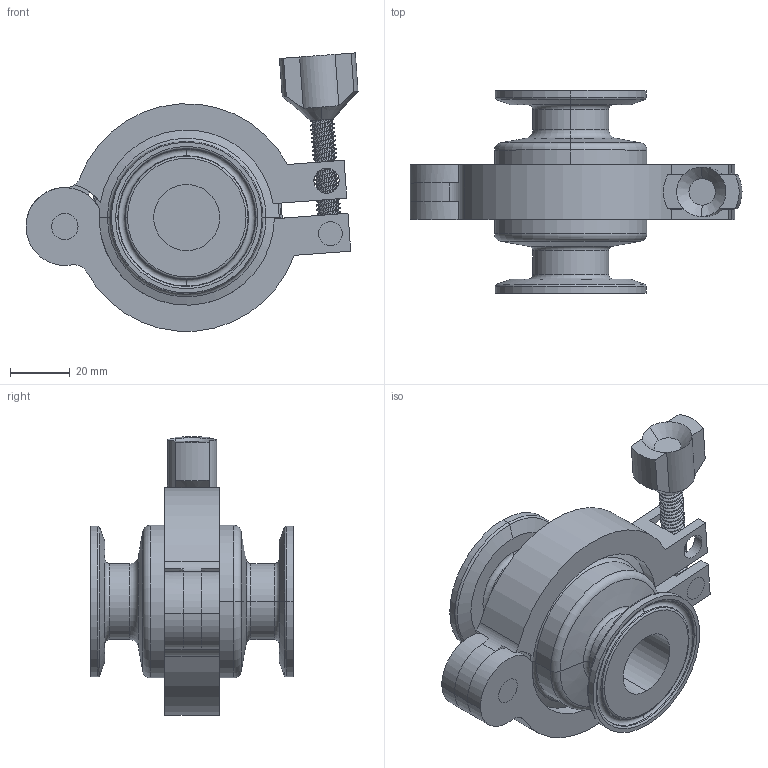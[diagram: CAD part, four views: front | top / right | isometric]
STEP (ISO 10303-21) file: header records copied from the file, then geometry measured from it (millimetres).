
FILE_DESCRIPTION (( 'STEP AP203' ), '1' );
FILE_NAME ('SVC-100-TC.STEP', '2017-06-08T13:14:16', ( '' ), ( '' ), 'SwSTEP 2.0', 'SolidWorks 2014', '' );
FILE_SCHEMA (( 'CONFIG_CONTROL_DESIGN' ));
Length unit declared in the file: inch
Products named in the file (2): SVC-100-TC
Bounding box: 111.05 x 67.82 x 93.06 mm (x, y, z)
Volume: 137787.5 mm3; surface area: 41720.7 mm2
Topology: 1 solids, 1 shells, 353 faces, 765 edges, 426 vertices
Faces by surface type: cylinder 149, cone 124, plane 44, torus 36
Entity records: 12702 total; most frequent: CARTESIAN_POINT 4938, DIRECTION 1677, ORIENTED_EDGE 1530, EDGE_CURVE 765, AXIS2_PLACEMENT_3D 679, VERTEX_POINT 426, EDGE_LOOP 373, ADVANCED_FACE 353
